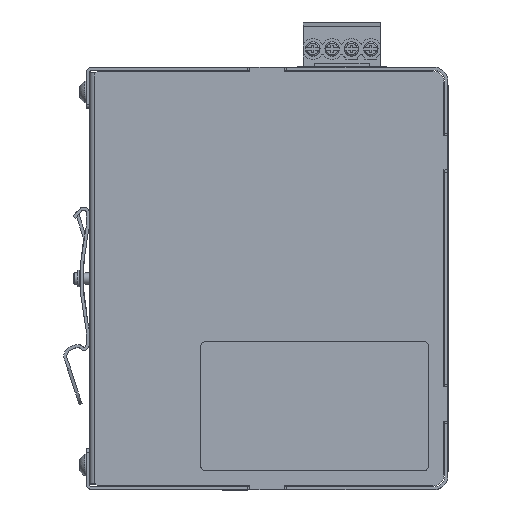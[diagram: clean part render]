
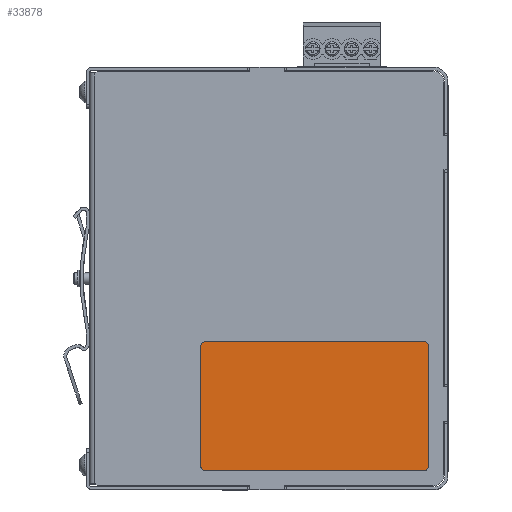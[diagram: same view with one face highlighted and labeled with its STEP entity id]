
A CAD part, top view. The second image highlights one B-rep face of the part: STEP entity #33878.
In plain terms, the highlighted planar face has unit normal (0, 0, 1).
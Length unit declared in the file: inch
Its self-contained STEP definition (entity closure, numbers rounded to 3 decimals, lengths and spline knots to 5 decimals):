
#791 = CARTESIAN_POINT ( 'NONE',  ( 1.61417, -0.70866, 0.55799 ) ) ;
#4218 = AXIS2_PLACEMENT_3D ( 'NONE', #80379, #89703, #79058 ) ;
#6136 = DIRECTION ( 'NONE',  ( 1., 0., 0. ) ) ;
#8167 = ORIENTED_EDGE ( 'NONE', *, *, #26310, .F. ) ;
#8937 = CARTESIAN_POINT ( 'NONE',  ( -0.62992, -1.98819, 0.55799 ) ) ;
#10282 = DIRECTION ( 'NONE',  ( 0., 0., -1. ) ) ;
#10409 = CARTESIAN_POINT ( 'NONE',  ( -0.68898, -0.70866, 0.55799 ) ) ;
#11450 = EDGE_CURVE ( 'NONE', #107164, #73026, #115719, .T. ) ;
#11453 = PLANE ( 'NONE',  #84542 ) ;
#11816 = VECTOR ( 'NONE', #14167, 39.37008 ) ;
#12121 = DIRECTION ( 'NONE',  ( 0., 0., 1. ) ) ;
#13032 = CARTESIAN_POINT ( 'NONE',  ( -0.68898, -0.64961, 0.55799 ) ) ;
#14167 = DIRECTION ( 'NONE',  ( 0., -1., 0. ) ) ;
#20839 = VECTOR ( 'NONE', #53138, 39.37008 ) ;
#21560 = LINE ( 'NONE', #91817, #109740 ) ;
#26310 = EDGE_CURVE ( 'NONE', #85964, #66650, #130070, .T. ) ;
#30802 = CARTESIAN_POINT ( 'NONE',  ( 0.49213, -1.3189, 0.55799 ) ) ;
#30806 = DIRECTION ( 'NONE',  ( -1., 0., 0. ) ) ;
#31923 = EDGE_CURVE ( 'NONE', #85964, #92400, #114559, .T. ) ;
#32824 = DIRECTION ( 'NONE',  ( 0., 0., -1. ) ) ;
#33878 = ADVANCED_FACE ( 'NONE', ( #101023 ), #11453, .T. ) ;
#40785 = EDGE_CURVE ( 'NONE', #46402, #66650, #21560, .T. ) ;
#41570 = DIRECTION ( 'NONE',  ( 1., 0., 0. ) ) ;
#42486 = EDGE_CURVE ( 'NONE', #46402, #123493, #129515, .T. ) ;
#46402 = VERTEX_POINT ( 'NONE', #119599 ) ;
#48513 = CARTESIAN_POINT ( 'NONE',  ( 1.61417, -1.98819, 0.55799 ) ) ;
#51325 = ORIENTED_EDGE ( 'NONE', *, *, #42486, .F. ) ;
#53138 = DIRECTION ( 'NONE',  ( -1., 0., 0. ) ) ;
#53297 = CIRCLE ( 'NONE', #112946, 0.05906 ) ;
#54086 = DIRECTION ( 'NONE',  ( 0., 0., -1. ) ) ;
#55967 = CARTESIAN_POINT ( 'NONE',  ( 1.61417, -0.64961, 0.55799 ) ) ;
#60114 = EDGE_CURVE ( 'NONE', #74168, #73026, #53297, .T. ) ;
#61651 = LINE ( 'NONE', #67635, #103147 ) ;
#61810 = CIRCLE ( 'NONE', #4218, 0.05906 ) ;
#63170 = CARTESIAN_POINT ( 'NONE',  ( -0.68898, -1.92913, 0.55799 ) ) ;
#63341 = ORIENTED_EDGE ( 'NONE', *, *, #60114, .F. ) ;
#66467 = CARTESIAN_POINT ( 'NONE',  ( -0.62992, -0.64961, 0.55799 ) ) ;
#66650 = VERTEX_POINT ( 'NONE', #128896 ) ;
#67635 = CARTESIAN_POINT ( 'NONE',  ( -0.68898, -1.98819, 0.55799 ) ) ;
#73026 = VERTEX_POINT ( 'NONE', #63170 ) ;
#74168 = VERTEX_POINT ( 'NONE', #8937 ) ;
#79058 = DIRECTION ( 'NONE',  ( -1., 0., 0. ) ) ;
#80379 = CARTESIAN_POINT ( 'NONE',  ( -0.62992, -0.70866, 0.55799 ) ) ;
#81814 = DIRECTION ( 'NONE',  ( 0., 1., 0. ) ) ;
#82419 = CARTESIAN_POINT ( 'NONE',  ( -0.62992, -1.92913, 0.55799 ) ) ;
#83253 = AXIS2_PLACEMENT_3D ( 'NONE', #791, #32824, #30806 ) ;
#84542 = AXIS2_PLACEMENT_3D ( 'NONE', #30802, #12121, #41570 ) ;
#85522 = CARTESIAN_POINT ( 'NONE',  ( 1.61417, -1.92913, 0.55799 ) ) ;
#85964 = VERTEX_POINT ( 'NONE', #55967 ) ;
#89703 = DIRECTION ( 'NONE',  ( 0., 0., -1. ) ) ;
#90340 = ORIENTED_EDGE ( 'NONE', *, *, #40785, .T. ) ;
#91817 = CARTESIAN_POINT ( 'NONE',  ( 1.67323, -0.64961, 0.55799 ) ) ;
#92400 = VERTEX_POINT ( 'NONE', #66467 ) ;
#95054 = CARTESIAN_POINT ( 'NONE',  ( -0.68898, -0.64961, 0.55799 ) ) ;
#95443 = AXIS2_PLACEMENT_3D ( 'NONE', #85522, #54086, #125452 ) ;
#96876 = ORIENTED_EDGE ( 'NONE', *, *, #100738, .F. ) ;
#96900 = ORIENTED_EDGE ( 'NONE', *, *, #31923, .T. ) ;
#100738 = EDGE_CURVE ( 'NONE', #107164, #92400, #61810, .T. ) ;
#101023 = FACE_OUTER_BOUND ( 'NONE', #129039, .T. ) ;
#103147 = VECTOR ( 'NONE', #6136, 39.37008 ) ;
#103552 = EDGE_CURVE ( 'NONE', #74168, #123493, #61651, .T. ) ;
#107164 = VERTEX_POINT ( 'NONE', #10409 ) ;
#109740 = VECTOR ( 'NONE', #81814, 39.37008 ) ;
#112946 = AXIS2_PLACEMENT_3D ( 'NONE', #82419, #10282, #115051 ) ;
#114559 = LINE ( 'NONE', #13032, #20839 ) ;
#115051 = DIRECTION ( 'NONE',  ( -1., 0., 0. ) ) ;
#115719 = LINE ( 'NONE', #95054, #11816 ) ;
#119599 = CARTESIAN_POINT ( 'NONE',  ( 1.67323, -1.92913, 0.55799 ) ) ;
#123083 = ORIENTED_EDGE ( 'NONE', *, *, #103552, .T. ) ;
#123493 = VERTEX_POINT ( 'NONE', #48513 ) ;
#125452 = DIRECTION ( 'NONE',  ( -1., 0., 0. ) ) ;
#126824 = ORIENTED_EDGE ( 'NONE', *, *, #11450, .T. ) ;
#128896 = CARTESIAN_POINT ( 'NONE',  ( 1.67323, -0.70866, 0.55799 ) ) ;
#129039 = EDGE_LOOP ( 'NONE', ( #126824, #63341, #123083, #51325, #90340, #8167, #96900, #96876 ) ) ;
#129515 = CIRCLE ( 'NONE', #95443, 0.05906 ) ;
#130070 = CIRCLE ( 'NONE', #83253, 0.05906 ) ;
